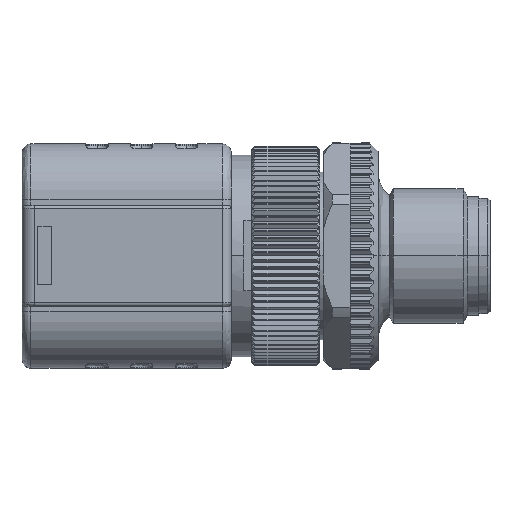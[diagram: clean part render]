
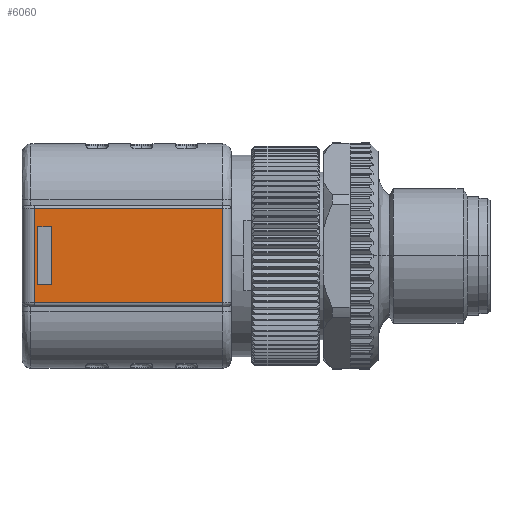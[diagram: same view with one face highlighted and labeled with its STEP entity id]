
A CAD part, top view. The second image highlights one B-rep face of the part: STEP entity #6060.
In plain terms, the highlighted planar face has unit normal (0, 0, 1).
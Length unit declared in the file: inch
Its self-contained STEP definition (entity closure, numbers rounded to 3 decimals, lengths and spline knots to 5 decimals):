
#343 = PLANE ( 'NONE',  #11108 ) ;
#1447 = LINE ( 'NONE', #16307, #2955 ) ;
#1915 = CARTESIAN_POINT ( 'NONE',  ( -0.90945, -0.10236, 0.41732 ) ) ;
#2213 = CARTESIAN_POINT ( 'NONE',  ( -1.60236, -0.16535, 0.41732 ) ) ;
#2552 = LINE ( 'NONE', #29697, #8129 ) ;
#2659 = CARTESIAN_POINT ( 'NONE',  ( -1.54139, 0.10236, 0.41732 ) ) ;
#2718 = ORIENTED_EDGE ( 'NONE', *, *, #23003, .T. ) ;
#2819 = LINE ( 'NONE', #1915, #29734 ) ;
#2955 = VECTOR ( 'NONE', #9093, 39.37008 ) ;
#3405 = EDGE_CURVE ( 'NONE', #16218, #17817, #13791, .T. ) ;
#3657 = DIRECTION ( 'NONE',  ( 0., -1., 0. ) ) ;
#3868 = VECTOR ( 'NONE', #19778, 39.37008 ) ;
#4269 = ORIENTED_EDGE ( 'NONE', *, *, #16438, .T. ) ;
#5437 = VERTEX_POINT ( 'NONE', #26396 ) ;
#6060 = ADVANCED_FACE ( 'NONE', ( #20441, #18162 ), #343, .T. ) ;
#6069 = CARTESIAN_POINT ( 'NONE',  ( -1.59055, 0.10236, 0.41732 ) ) ;
#6743 = VECTOR ( 'NONE', #10210, 39.37008 ) ;
#7094 = EDGE_CURVE ( 'NONE', #20140, #5437, #23812, .T. ) ;
#7408 = ORIENTED_EDGE ( 'NONE', *, *, #3405, .T. ) ;
#7966 = EDGE_CURVE ( 'NONE', #5437, #16218, #2819, .T. ) ;
#8129 = VECTOR ( 'NONE', #12955, 39.37008 ) ;
#8801 = ORIENTED_EDGE ( 'NONE', *, *, #11569, .F. ) ;
#9093 = DIRECTION ( 'NONE',  ( 0., 1., 0. ) ) ;
#10012 = DIRECTION ( 'NONE',  ( 1., 0., 0. ) ) ;
#10210 = DIRECTION ( 'NONE',  ( 0., 1., 0. ) ) ;
#11108 = AXIS2_PLACEMENT_3D ( 'NONE', #17138, #24371, #10012 ) ;
#11327 = EDGE_CURVE ( 'NONE', #12567, #12140, #17927, .T. ) ;
#11569 = EDGE_CURVE ( 'NONE', #12567, #17291, #26161, .T. ) ;
#12140 = VERTEX_POINT ( 'NONE', #14094 ) ;
#12539 = CARTESIAN_POINT ( 'NONE',  ( -0.90945, 0.10236, 0.41732 ) ) ;
#12567 = VERTEX_POINT ( 'NONE', #2213 ) ;
#12955 = DIRECTION ( 'NONE',  ( -1., 0., 0. ) ) ;
#13589 = VERTEX_POINT ( 'NONE', #13814 ) ;
#13791 = LINE ( 'NONE', #26866, #6743 ) ;
#13814 = CARTESIAN_POINT ( 'NONE',  ( -0.94094, 0.16535, 0.41732 ) ) ;
#13917 = CARTESIAN_POINT ( 'NONE',  ( -1.60236, -0.17717, 0.41732 ) ) ;
#14094 = CARTESIAN_POINT ( 'NONE',  ( -0.94094, -0.16535, 0.41732 ) ) ;
#15905 = VECTOR ( 'NONE', #3657, 39.37008 ) ;
#16218 = VERTEX_POINT ( 'NONE', #30329 ) ;
#16307 = CARTESIAN_POINT ( 'NONE',  ( -0.94094, -0.17717, 0.41732 ) ) ;
#16336 = DIRECTION ( 'NONE',  ( 0., 1., 0. ) ) ;
#16438 = EDGE_CURVE ( 'NONE', #17817, #20140, #23679, .T. ) ;
#17138 = CARTESIAN_POINT ( 'NONE',  ( -0.90945, -0.17717, 0.41732 ) ) ;
#17291 = VERTEX_POINT ( 'NONE', #30573 ) ;
#17817 = VERTEX_POINT ( 'NONE', #6069 ) ;
#17927 = LINE ( 'NONE', #19940, #29895 ) ;
#18162 = FACE_BOUND ( 'NONE', #19608, .T. ) ;
#18955 = EDGE_LOOP ( 'NONE', ( #8801, #30580, #29460, #2718 ) ) ;
#19608 = EDGE_LOOP ( 'NONE', ( #4269, #21530, #20117, #7408 ) ) ;
#19778 = DIRECTION ( 'NONE',  ( 1., 0., 0. ) ) ;
#19793 = VECTOR ( 'NONE', #16336, 39.37008 ) ;
#19940 = CARTESIAN_POINT ( 'NONE',  ( -0.90945, -0.16535, 0.41732 ) ) ;
#20117 = ORIENTED_EDGE ( 'NONE', *, *, #7966, .T. ) ;
#20140 = VERTEX_POINT ( 'NONE', #2659 ) ;
#20357 = CARTESIAN_POINT ( 'NONE',  ( -1.54139, -0.17717, 0.41732 ) ) ;
#20441 = FACE_OUTER_BOUND ( 'NONE', #18955, .T. ) ;
#21530 = ORIENTED_EDGE ( 'NONE', *, *, #7094, .T. ) ;
#22749 = EDGE_CURVE ( 'NONE', #12140, #13589, #1447, .T. ) ;
#23003 = EDGE_CURVE ( 'NONE', #13589, #17291, #2552, .T. ) ;
#23679 = LINE ( 'NONE', #12539, #3868 ) ;
#23812 = LINE ( 'NONE', #20357, #15905 ) ;
#24371 = DIRECTION ( 'NONE',  ( 0., 0., 1. ) ) ;
#26161 = LINE ( 'NONE', #13917, #19793 ) ;
#26396 = CARTESIAN_POINT ( 'NONE',  ( -1.54139, -0.10236, 0.41732 ) ) ;
#26866 = CARTESIAN_POINT ( 'NONE',  ( -1.59055, -0.17717, 0.41732 ) ) ;
#29460 = ORIENTED_EDGE ( 'NONE', *, *, #22749, .T. ) ;
#29546 = DIRECTION ( 'NONE',  ( 1., 0., 0. ) ) ;
#29697 = CARTESIAN_POINT ( 'NONE',  ( -0.90945, 0.16535, 0.41732 ) ) ;
#29734 = VECTOR ( 'NONE', #30556, 39.37008 ) ;
#29895 = VECTOR ( 'NONE', #29546, 39.37008 ) ;
#30329 = CARTESIAN_POINT ( 'NONE',  ( -1.59055, -0.10236, 0.41732 ) ) ;
#30556 = DIRECTION ( 'NONE',  ( -1., 0., 0. ) ) ;
#30573 = CARTESIAN_POINT ( 'NONE',  ( -1.60236, 0.16535, 0.41732 ) ) ;
#30580 = ORIENTED_EDGE ( 'NONE', *, *, #11327, .T. ) ;
